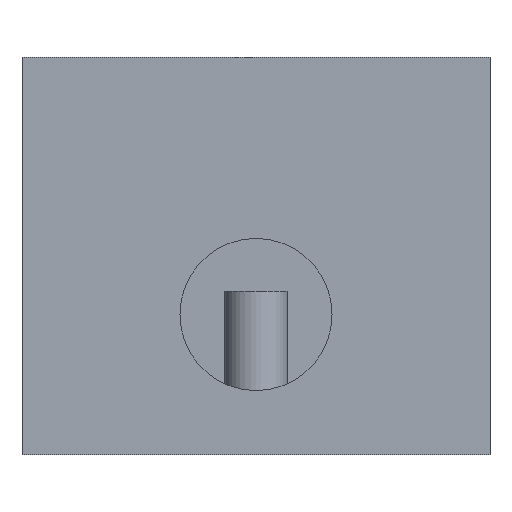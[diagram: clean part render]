
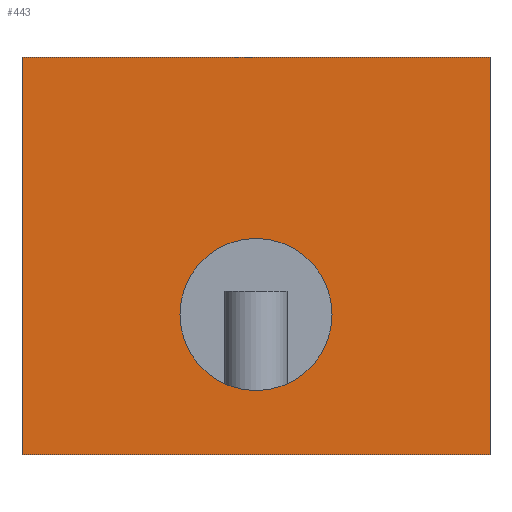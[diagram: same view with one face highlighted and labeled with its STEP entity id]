
A CAD part, front view. The second image highlights one B-rep face of the part: STEP entity #443.
In plain terms, the highlighted planar face has unit normal (0, -1, 0).
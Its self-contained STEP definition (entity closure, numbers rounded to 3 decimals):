
#44=VECTOR('',#516,1.);
#69=VECTOR('',#580,1.);
#70=VECTOR('',#582,1.);
#71=VECTOR('',#583,1.);
#83=LINE('',#627,#44);
#108=LINE('',#697,#69);
#109=LINE('',#699,#70);
#110=LINE('',#701,#71);
#124=PLANE('',#482);
#142=VERTEX_POINT('',#622);
#144=VERTEX_POINT('',#626);
#158=VERTEX_POINT('',#671);
#165=VERTEX_POINT('',#696);
#166=VERTEX_POINT('',#700);
#182=CIRCLE('',#475,3.25);
#200=EDGE_CURVE('',#142,#144,#83,.T.);
#222=EDGE_CURVE('',#158,#158,#182,.T.);
#235=EDGE_CURVE('',#144,#165,#108,.T.);
#236=EDGE_CURVE('',#165,#166,#109,.T.);
#237=EDGE_CURVE('',#142,#166,#110,.T.);
#326=ORIENTED_EDGE('',*,*,#222,.T.);
#327=ORIENTED_EDGE('',*,*,#236,.T.);
#328=ORIENTED_EDGE('',*,*,#237,.F.);
#329=ORIENTED_EDGE('',*,*,#200,.T.);
#330=ORIENTED_EDGE('',*,*,#235,.T.);
#381=EDGE_LOOP('',(#326));
#382=EDGE_LOOP('',(#327,#328,#329,#330));
#417=FACE_BOUND('',#381,.T.);
#418=FACE_BOUND('',#382,.T.);
#443=ADVANCED_FACE('',(#417,#418),#124,.T.);
#475=AXIS2_PLACEMENT_3D('',#670,#560,#561);
#482=AXIS2_PLACEMENT_3D('',#698,#581,$);
#516=DIRECTION('',(1.,0.,0.));
#560=DIRECTION('',(0.,1.,0.));
#561=DIRECTION('',(3.25,0.,0.));
#580=DIRECTION('',(0.,0.,1.));
#581=DIRECTION('',(0.,-1.,0.));
#582=DIRECTION('',(-1.,0.,0.));
#583=DIRECTION('',(0.,0.,1.));
#622=CARTESIAN_POINT('',(-10.,-25.,0.));
#626=CARTESIAN_POINT('',(10.,-25.,0.));
#627=CARTESIAN_POINT('',(-10.,-25.,0.));
#670=CARTESIAN_POINT('',(0.,-25.,6.));
#671=CARTESIAN_POINT('',(3.25,-25.,6.));
#696=CARTESIAN_POINT('',(10.,-25.,17.));
#697=CARTESIAN_POINT('',(10.,-25.,0.));
#698=CARTESIAN_POINT('',(0.,-25.,0.));
#699=CARTESIAN_POINT('',(-10.,-25.,17.));
#700=CARTESIAN_POINT('',(-10.,-25.,17.));
#701=CARTESIAN_POINT('',(-10.,-25.,0.));
